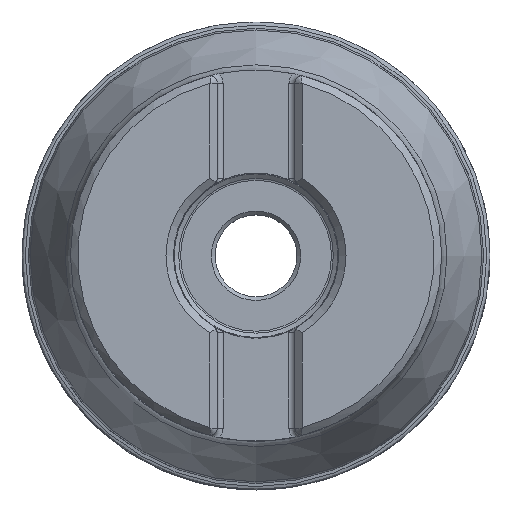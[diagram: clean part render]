
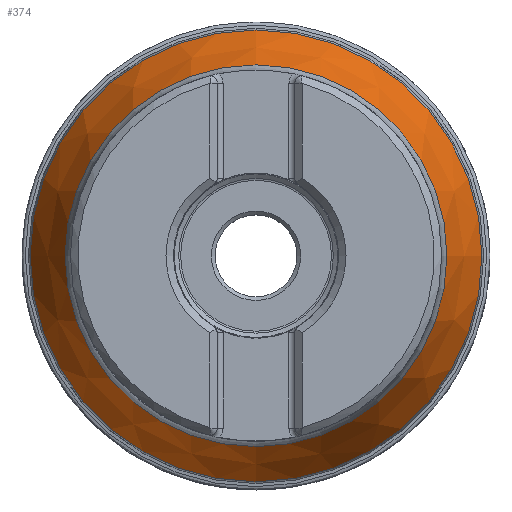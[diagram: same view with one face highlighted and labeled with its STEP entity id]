
A CAD part, top view. The second image highlights one B-rep face of the part: STEP entity #374.
In plain terms, the highlighted conical face has half-angle 25 degrees and reference radius 24.95 mm.
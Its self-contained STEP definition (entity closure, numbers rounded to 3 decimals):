
#163=FACE_BOUND('',#540,.T.);
#164=FACE_BOUND('',#541,.T.);
#374=ADVANCED_FACE('',(#163,#164),#468,.T.);
#468=CONICAL_SURFACE('',#1459,24.95,25.);
#540=EDGE_LOOP('',(#790));
#541=EDGE_LOOP('',(#791));
#690=CIRCLE('',#1457,30.359);
#691=CIRCLE('',#1458,25.653);
#790=ORIENTED_EDGE('',*,*,#1248,.T.);
#791=ORIENTED_EDGE('',*,*,#1249,.T.);
#1124=VERTEX_POINT('',#2135);
#1125=VERTEX_POINT('',#2137);
#1248=EDGE_CURVE('',#1124,#1124,#690,.T.);
#1249=EDGE_CURVE('',#1125,#1125,#691,.T.);
#1457=AXIS2_PLACEMENT_3D('',#2134,#1653,#1654);
#1458=AXIS2_PLACEMENT_3D('',#2136,#1655,#1656);
#1459=AXIS2_PLACEMENT_3D('',#2138,#1657,#1658);
#1653=DIRECTION('',(0.,0.,1.));
#1654=DIRECTION('',(-1.,0.,0.));
#1655=DIRECTION('',(0.,0.,-1.));
#1656=DIRECTION('',(-1.,0.,0.));
#1657=DIRECTION('',(0.,0.,-1.));
#1658=DIRECTION('',(-1.,0.,0.));
#2134=CARTESIAN_POINT('',(0.,0.,-28.373));
#2135=CARTESIAN_POINT('',(-30.359,0.,-28.373));
#2136=CARTESIAN_POINT('',(0.,0.,-18.281));
#2137=CARTESIAN_POINT('',(-25.653,0.,-18.281));
#2138=CARTESIAN_POINT('',(0.,0.,-16.774));
